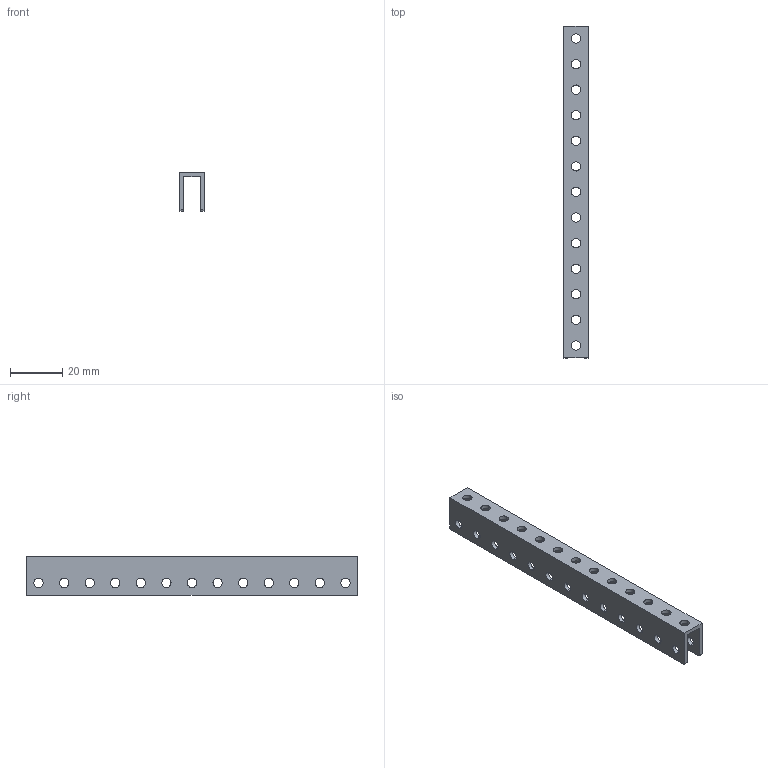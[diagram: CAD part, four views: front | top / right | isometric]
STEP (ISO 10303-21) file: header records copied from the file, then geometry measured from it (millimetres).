
FILE_DESCRIPTION (( 'STEP AP203' ), '1' );
FILE_NAME ('585388.STEP', '2014-07-14T19:35:08', ( 'Kyle' ), ( 'Microsoft' ), 'SwSTEP 2.0', 'SolidWorks 2014', '' );
FILE_SCHEMA (( 'CONFIG_CONTROL_DESIGN' ));
Length unit declared in the file: inch
Products named in the file (1): 585388
Bounding box: 9.4 x 126.87 x 14.86 mm (x, y, z)
Volume: 6383.1 mm3; surface area: 9535.7 mm2
Topology: 1 solids, 1 shells, 92 faces, 270 edges, 180 vertices
Faces by surface type: cylinder 82, plane 10
Entity records: 3393 total; most frequent: DIRECTION 620, CARTESIAN_POINT 543, ORIENTED_EDGE 540, EDGE_CURVE 270, AXIS2_PLACEMENT_3D 257, VERTEX_POINT 180, EDGE_LOOP 170, CIRCLE 164
